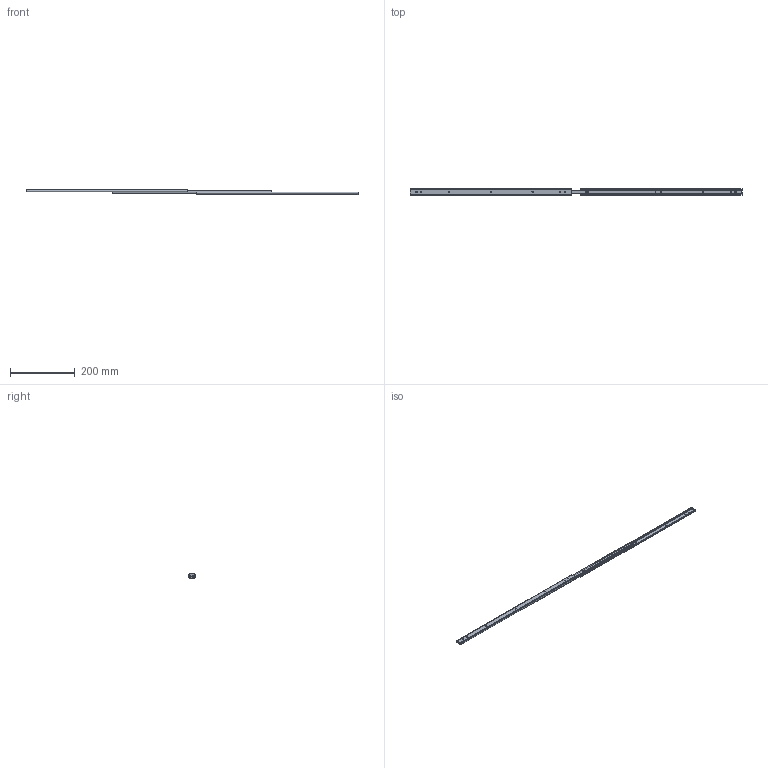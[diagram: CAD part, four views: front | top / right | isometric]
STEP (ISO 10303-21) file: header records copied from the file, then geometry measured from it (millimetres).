
FILE_DESCRIPTION (( 'STEP AP203' ), '1' );
FILE_NAME ('KC-284-50.STEP', '2013-05-22T06:20:59', ( '11sw' ), ( 'タキゲン製造株式会社' ), 'SwSTEP 2.0', 'SolidWorks 2012', '' );
FILE_SCHEMA (( 'CONFIG_CONTROL_DESIGN' ));
Length unit declared in the file: millimetre
Products named in the file (3): KC-284-50中間リテイナー_; KC-284-50キャビネットメンバー_; KC-284-50
Assembly tree (4 placements, depth 2):
  KC-284-50
    KC-284-50キャビネットメンバー_  x2
    KC-284-50中間リテイナー_  x2
Bounding box: 1029 x 19.99 x 16 mm (x, y, z)
Volume: 61725.6 mm3; surface area: 97177.1 mm2
Topology: 4 solids, 4 shells, 180 faces, 512 edges, 340 vertices
Faces by surface type: cylinder 92, plane 88
Entity records: 3361 total; most frequent: DIRECTION 542, CARTESIAN_POINT 523, ORIENTED_EDGE 512, EDGE_CURVE 256, AXIS2_PLACEMENT_3D 189, VERTEX_POINT 170, VECTOR 164, LINE 164
